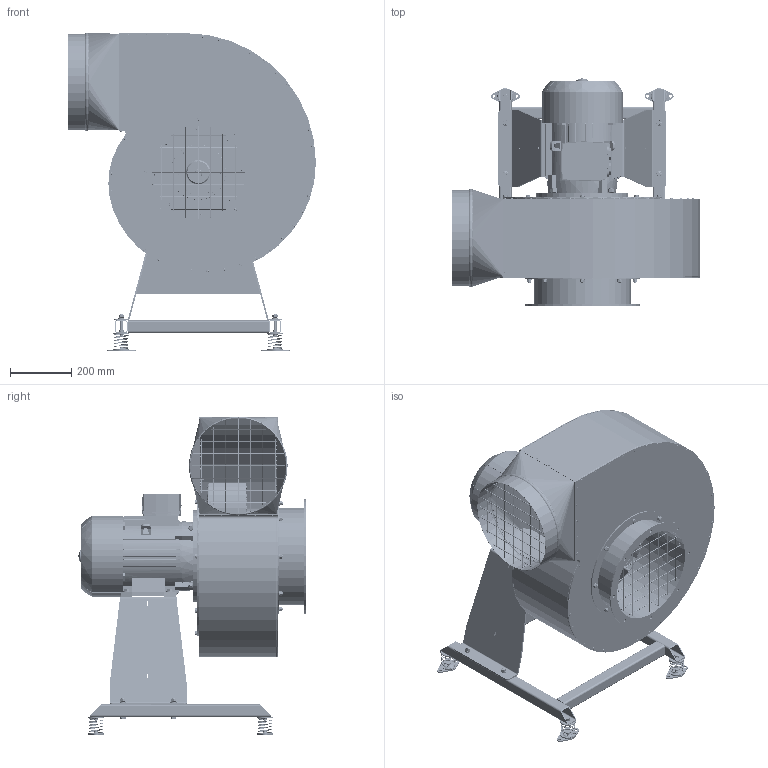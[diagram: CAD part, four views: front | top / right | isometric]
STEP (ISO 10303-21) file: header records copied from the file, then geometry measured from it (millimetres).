
FILE_DESCRIPTION(/* description */ ('801W12 WPAN-13-S'),/* implementation_level */ '2;1');
FILE_NAME(/* name */ '801W12 WPAN-13-S.stp',/* time_stamp */ '2022-05-10T09:49:54+02:00',/* author */ ('a.korpacki'),/* organization */ ('KLIMAWENT S.A.'),/* preprocessor_version */ 'ST-DEVELOPER v18.1',/* originating_system */ 'Autodesk Inventor 2021',/* authorisation */ '');
FILE_SCHEMA (('AUTOMOTIVE_DESIGN { 1 0 10303 214 3 1 1 }'));
Length unit declared in the file: millimetre
Products named in the file (1): ~~
Bounding box: 806.24 x 740 x 1037.62 mm (x, y, z)
Volume: 27942988.4 mm3; surface area: 6629547.5 mm2
Topology: 41 solids, 41 shells, 6120 faces, 15350 edges, 9772 vertices
Faces by surface type: plane 3015, cylinder 1855, cone 502, torus 404, bspline 330, sphere 14
Full cylindrical faces by diameter (mm): 3 x36, 3.4 x52, 4 x92, 4.1 x1, 4.2 x94, 4.4 x6, 5 x16, 5.2 x8, 5.3 x8, 7.5 x1, 8 x128, 8.5 x8, 8.8 x1, 9 x22, 9.5 x16, 10 x34, 10.5 x10, 10.9 x1, 11 x8, 11.1 x7, 11.63 x12, 12 x17, 12.5 x1, 13 x12, 14 x4, 14.5 x4, 14.63 x10, 16.63 x9, 20 x4, 24 x8
Entity records: 213556 total; most frequent: CARTESIAN_POINT 59813, DIRECTION 31521, ORIENTED_EDGE 30702, EDGE_CURVE 15351, AXIS2_PLACEMENT_3D 12449, VERTEX_POINT 9772, EDGE_LOOP 7135, LINE 6623
